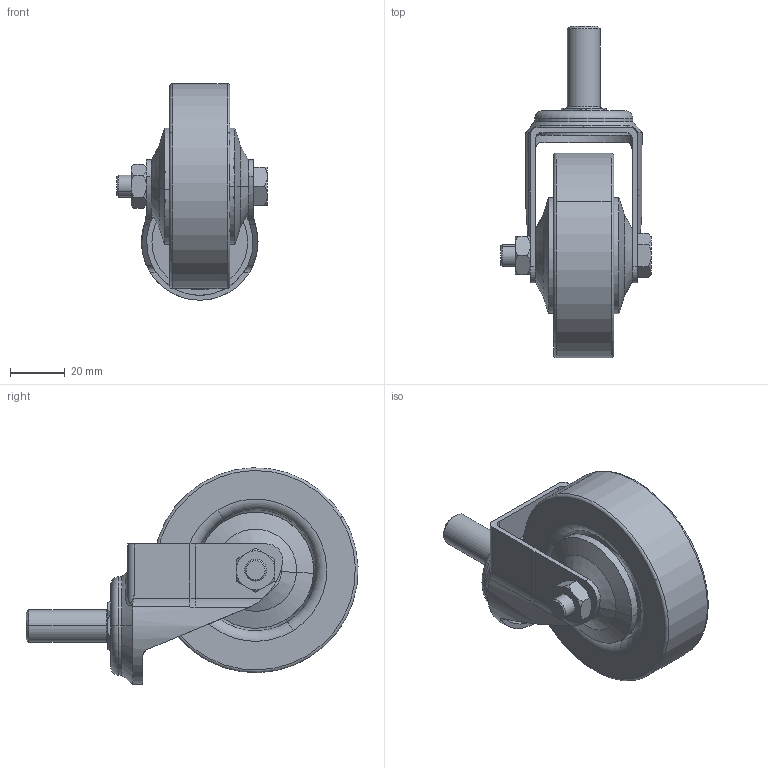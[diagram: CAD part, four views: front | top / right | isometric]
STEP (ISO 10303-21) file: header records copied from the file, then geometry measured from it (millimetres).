
FILE_DESCRIPTION (( 'STEP AP214' ), '1' );
FILE_NAME ('SNSD.30.52.93. Êîëåñî áåç òîðìîçà O75 M12x30(D79).STEP', '2015-12-21T09:56:44', ( '' ), ( '' ), 'SwSTEP 2.0', 'SolidWorks 2014', '' );
FILE_SCHEMA (( 'AUTOMOTIVE_DESIGN' ));
Length unit declared in the file: millimetre
Products named in the file (14): SNSD.30.50.71. 青蜞(H51)23; SNSD.30.50.71. Ãàéêà(H51)23; SNSD.30.50.71. 鍔錓(H51)23; SNSD.30.50.71. 扻錼勷(H51)23; SNSD.30.50.71. Îïîðà(H51)H5023; SNSD.30.52.93. Êîëåñî áåç òîðìîçà O75  M12x30(D79); SNSD.30.50.71. Ïîäïèøïèêîâûé óçåë(H51)23_00; SNSD.30.50.71. 青蜞(H51)23_00; SNSD.30.50.71. Ãàéêà(H51)23_00; SNSD.30.50.71. 鍔錓(H51)23_00; SNSD.30.50.71. 扻錼勷(H51)23_00; SNSD.30.50.71. Îïîðà(H51)H5023_00; SNSD.30.50.71. Ïîäïèøïèêîâûé óçåë(H51)23
Assembly tree (7 placements, depth 2):
  SNSD.30.50.71. 青蜞(H51)23
  SNSD.30.50.71. 青蜞(H51)23
  SNSD.30.50.71. Ãàéêà(H51)23
  SNSD.30.50.71. 鍔錓(H51)23
  SNSD.30.50.71. 扻錼勷(H51)23
Bounding box: 55 x 121.48 x 79.19 mm (x, y, z)
Volume: 102014.9 mm3; surface area: 42886.1 mm2
Topology: 7 solids, 7 shells, 198 faces, 472 edges, 300 vertices
Faces by surface type: cylinder 59, plane 59, cone 54, torus 22, bspline 4
Entity records: 6350 total; most frequent: CARTESIAN_POINT 1713, DIRECTION 910, ORIENTED_EDGE 876, EDGE_CURVE 438, AXIS2_PLACEMENT_3D 375, VERTEX_POINT 280, EDGE_LOOP 204, CIRCLE 187
